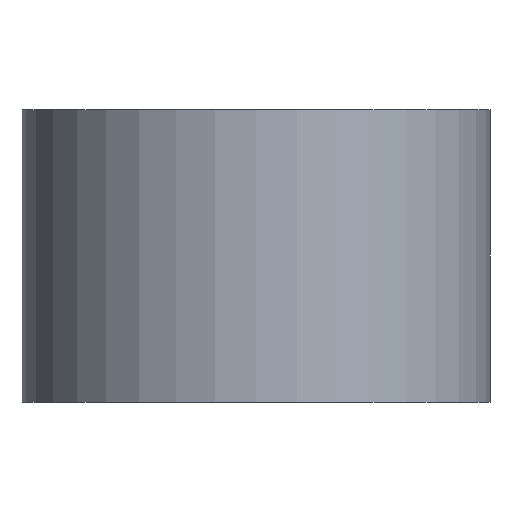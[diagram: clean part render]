
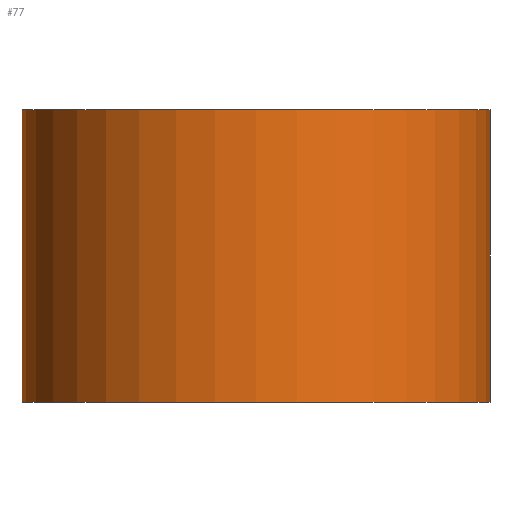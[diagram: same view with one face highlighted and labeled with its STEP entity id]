
A CAD part, front view. The second image highlights one B-rep face of the part: STEP entity #77.
In plain terms, the highlighted cylindrical face has radius 4 mm (diameter 8 mm), a partial arc.
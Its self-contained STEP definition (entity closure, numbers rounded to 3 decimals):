
#4 = AXIS2_PLACEMENT_3D ( 'NONE', #78, #105, #156 ) ;
#9 = VECTOR ( 'NONE', #122, 1000. ) ;
#13 = LINE ( 'NONE', #63, #9 ) ;
#19 = VERTEX_POINT ( 'NONE', #136 ) ;
#21 = DIRECTION ( 'NONE',  ( 0., 0., -1. ) ) ;
#32 = FACE_OUTER_BOUND ( 'NONE', #99, .T. ) ;
#34 = CIRCLE ( 'NONE', #4, 4. ) ;
#37 = ORIENTED_EDGE ( 'NONE', *, *, #126, .F. ) ;
#46 = DIRECTION ( 'NONE',  ( 1., 0., 0. ) ) ;
#59 = EDGE_CURVE ( 'NONE', #131, #19, #88, .T. ) ;
#62 = CARTESIAN_POINT ( 'NONE',  ( -4., 0., 0. ) ) ;
#63 = CARTESIAN_POINT ( 'NONE',  ( 4., 0., 5. ) ) ;
#77 = ADVANCED_FACE ( 'NONE', ( #32 ), #189, .T. ) ;
#78 = CARTESIAN_POINT ( 'NONE',  ( 0., 0., 0. ) ) ;
#88 = CIRCLE ( 'NONE', #151, 4. ) ;
#99 = EDGE_LOOP ( 'NONE', ( #37, #183, #203, #164 ) ) ;
#105 = DIRECTION ( 'NONE',  ( 0., 0., 1. ) ) ;
#117 = VERTEX_POINT ( 'NONE', #207 ) ;
#118 = VERTEX_POINT ( 'NONE', #62 ) ;
#122 = DIRECTION ( 'NONE',  ( 0., 0., -1. ) ) ;
#123 = CARTESIAN_POINT ( 'NONE',  ( 0., 0., 5. ) ) ;
#126 = EDGE_CURVE ( 'NONE', #19, #117, #13, .T. ) ;
#130 = LINE ( 'NONE', #163, #194 ) ;
#131 = VERTEX_POINT ( 'NONE', #139 ) ;
#136 = CARTESIAN_POINT ( 'NONE',  ( 4., 0., 5. ) ) ;
#139 = CARTESIAN_POINT ( 'NONE',  ( -4., 0., 5. ) ) ;
#151 = AXIS2_PLACEMENT_3D ( 'NONE', #205, #172, #46 ) ;
#154 = EDGE_CURVE ( 'NONE', #118, #117, #34, .T. ) ;
#156 = DIRECTION ( 'NONE',  ( 1., 0., 0. ) ) ;
#157 = DIRECTION ( 'NONE',  ( 0., 0., -1. ) ) ;
#160 = AXIS2_PLACEMENT_3D ( 'NONE', #123, #157, #191 ) ;
#163 = CARTESIAN_POINT ( 'NONE',  ( -4., 0., 5. ) ) ;
#164 = ORIENTED_EDGE ( 'NONE', *, *, #154, .T. ) ;
#172 = DIRECTION ( 'NONE',  ( 0., 0., 1. ) ) ;
#183 = ORIENTED_EDGE ( 'NONE', *, *, #59, .F. ) ;
#189 = CYLINDRICAL_SURFACE ( 'NONE', #160, 4. ) ;
#191 = DIRECTION ( 'NONE',  ( -1., 0., 0. ) ) ;
#194 = VECTOR ( 'NONE', #21, 1000. ) ;
#201 = EDGE_CURVE ( 'NONE', #131, #118, #130, .T. ) ;
#203 = ORIENTED_EDGE ( 'NONE', *, *, #201, .T. ) ;
#205 = CARTESIAN_POINT ( 'NONE',  ( 0., 0., 5. ) ) ;
#207 = CARTESIAN_POINT ( 'NONE',  ( 4., 0., 0. ) ) ;
